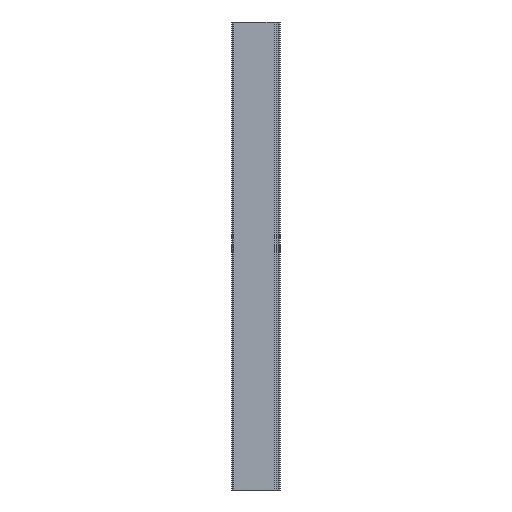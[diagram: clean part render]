
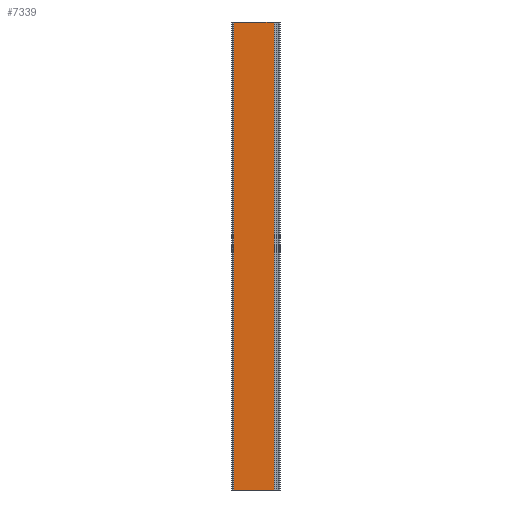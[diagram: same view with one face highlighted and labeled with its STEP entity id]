
A CAD part, left-side view. The second image highlights one B-rep face of the part: STEP entity #7339.
In plain terms, the highlighted planar face has unit normal (-1, 0, 0).
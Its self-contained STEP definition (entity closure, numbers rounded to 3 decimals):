
#7310 = EDGE_CURVE('',#7311,#7313,#7315,.T.);
#7311 = VERTEX_POINT('',#7312);
#7312 = CARTESIAN_POINT('',(-52.65,-0.206,0.));
#7313 = VERTEX_POINT('',#7314);
#7314 = CARTESIAN_POINT('',(-52.65,-0.206,285.));
#7315 = LINE('',#7316,#7317);
#7316 = CARTESIAN_POINT('',(-52.65,-0.206,0.));
#7317 = VECTOR('',#7318,1.);
#7318 = DIRECTION('',(0.,0.,1.));
#7339 = ADVANCED_FACE('',(#7340),#7365,.T.);
#7340 = FACE_BOUND('',#7341,.T.);
#7341 = EDGE_LOOP('',(#7342,#7343,#7351,#7359));
#7342 = ORIENTED_EDGE('',*,*,#7310,.T.);
#7343 = ORIENTED_EDGE('',*,*,#7344,.T.);
#7344 = EDGE_CURVE('',#7313,#7345,#7347,.T.);
#7345 = VERTEX_POINT('',#7346);
#7346 = CARTESIAN_POINT('',(-52.65,24.5,285.));
#7347 = LINE('',#7348,#7349);
#7348 = CARTESIAN_POINT('',(-52.65,-0.206,285.));
#7349 = VECTOR('',#7350,1.);
#7350 = DIRECTION('',(0.,1.,0.));
#7351 = ORIENTED_EDGE('',*,*,#7352,.F.);
#7352 = EDGE_CURVE('',#7353,#7345,#7355,.T.);
#7353 = VERTEX_POINT('',#7354);
#7354 = CARTESIAN_POINT('',(-52.65,24.5,0.));
#7355 = LINE('',#7356,#7357);
#7356 = CARTESIAN_POINT('',(-52.65,24.5,0.));
#7357 = VECTOR('',#7358,1.);
#7358 = DIRECTION('',(0.,0.,1.));
#7359 = ORIENTED_EDGE('',*,*,#7360,.F.);
#7360 = EDGE_CURVE('',#7311,#7353,#7361,.T.);
#7361 = LINE('',#7362,#7363);
#7362 = CARTESIAN_POINT('',(-52.65,-0.206,0.));
#7363 = VECTOR('',#7364,1.);
#7364 = DIRECTION('',(0.,1.,0.));
#7365 = PLANE('',#7366);
#7366 = AXIS2_PLACEMENT_3D('',#7367,#7368,#7369);
#7367 = CARTESIAN_POINT('',(-52.65,-0.206,0.));
#7368 = DIRECTION('',(-1.,0.,0.));
#7369 = DIRECTION('',(0.,1.,0.));
